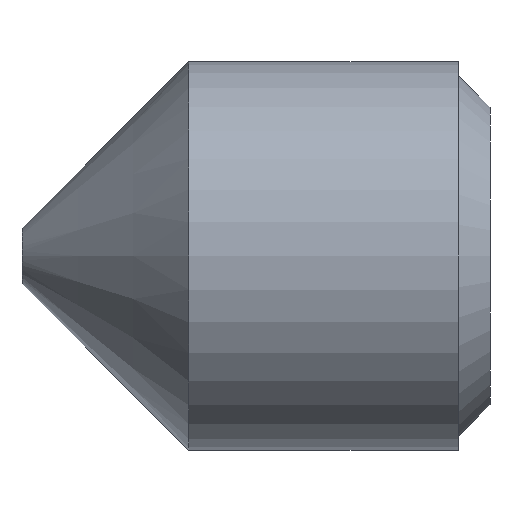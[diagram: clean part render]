
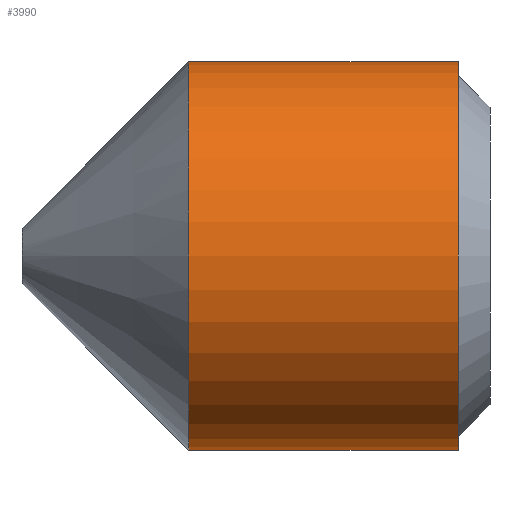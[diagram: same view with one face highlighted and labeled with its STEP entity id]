
A CAD part, front view. The second image highlights one B-rep face of the part: STEP entity #3990.
In plain terms, the highlighted cylindrical face has radius 22.225 mm (diameter 44.45 mm), a partial arc.
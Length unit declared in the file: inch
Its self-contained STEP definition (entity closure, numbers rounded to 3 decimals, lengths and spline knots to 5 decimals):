
#73 = ORIENTED_EDGE ( 'NONE', *, *, #2188, .T. ) ;
#122 = DIRECTION ( 'NONE',  ( 0., 1., 0. ) ) ;
#141 = VECTOR ( 'NONE', #2104, 39.37008 ) ;
#328 = EDGE_CURVE ( 'NONE', #1419, #779, #2122, .T. ) ;
#466 = CARTESIAN_POINT ( 'NONE',  ( 0., 0., 1.96379 ) ) ;
#494 = DIRECTION ( 'NONE',  ( 0., 0., -1. ) ) ;
#517 = CARTESIAN_POINT ( 'NONE',  ( 0., 0., 0.75 ) ) ;
#644 = CARTESIAN_POINT ( 'NONE',  ( 0., -0.875, 1.96379 ) ) ;
#707 = EDGE_CURVE ( 'NONE', #1419, #1372, #710, .T. ) ;
#710 = CIRCLE ( 'NONE', #3213, 0.875 ) ;
#779 = VERTEX_POINT ( 'NONE', #2562 ) ;
#787 = CARTESIAN_POINT ( 'NONE',  ( 0., 0.875, 1.04375 ) ) ;
#1269 = CARTESIAN_POINT ( 'NONE',  ( 0., 0.875, 1.96379 ) ) ;
#1351 = CARTESIAN_POINT ( 'NONE',  ( 0., -0.875, 1.04375 ) ) ;
#1372 = VERTEX_POINT ( 'NONE', #644 ) ;
#1419 = VERTEX_POINT ( 'NONE', #1269 ) ;
#1504 = DIRECTION ( 'NONE',  ( 0., 0., -1. ) ) ;
#1661 = EDGE_CURVE ( 'NONE', #779, #4190, #3007, .T. ) ;
#1709 = DIRECTION ( 'NONE',  ( 0., 0., -1. ) ) ;
#2104 = DIRECTION ( 'NONE',  ( 0., 0., -1. ) ) ;
#2122 = LINE ( 'NONE', #787, #141 ) ;
#2188 = EDGE_CURVE ( 'NONE', #1372, #4190, #3804, .T. ) ;
#2190 = DIRECTION ( 'NONE',  ( 0., 0., -1. ) ) ;
#2353 = VECTOR ( 'NONE', #1709, 39.37008 ) ;
#2486 = FACE_OUTER_BOUND ( 'NONE', #4028, .T. ) ;
#2562 = CARTESIAN_POINT ( 'NONE',  ( 0., 0.875, 0.75 ) ) ;
#2683 = AXIS2_PLACEMENT_3D ( 'NONE', #3108, #2190, #122 ) ;
#2930 = AXIS2_PLACEMENT_3D ( 'NONE', #517, #494, #2947 ) ;
#2933 = ORIENTED_EDGE ( 'NONE', *, *, #707, .T. ) ;
#2947 = DIRECTION ( 'NONE',  ( 0., 1., 0. ) ) ;
#3007 = CIRCLE ( 'NONE', #2930, 0.875 ) ;
#3108 = CARTESIAN_POINT ( 'NONE',  ( 0., 0., 1.04375 ) ) ;
#3213 = AXIS2_PLACEMENT_3D ( 'NONE', #466, #1504, #3604 ) ;
#3383 = CARTESIAN_POINT ( 'NONE',  ( 0., -0.875, 0.75 ) ) ;
#3604 = DIRECTION ( 'NONE',  ( 0., 1., 0. ) ) ;
#3739 = ORIENTED_EDGE ( 'NONE', *, *, #1661, .F. ) ;
#3804 = LINE ( 'NONE', #1351, #2353 ) ;
#3990 = ADVANCED_FACE ( 'NONE', ( #2486 ), #4209, .T. ) ;
#4028 = EDGE_LOOP ( 'NONE', ( #2933, #73, #3739, #4194 ) ) ;
#4190 = VERTEX_POINT ( 'NONE', #3383 ) ;
#4194 = ORIENTED_EDGE ( 'NONE', *, *, #328, .F. ) ;
#4209 = CYLINDRICAL_SURFACE ( 'NONE', #2683, 0.875 ) ;
